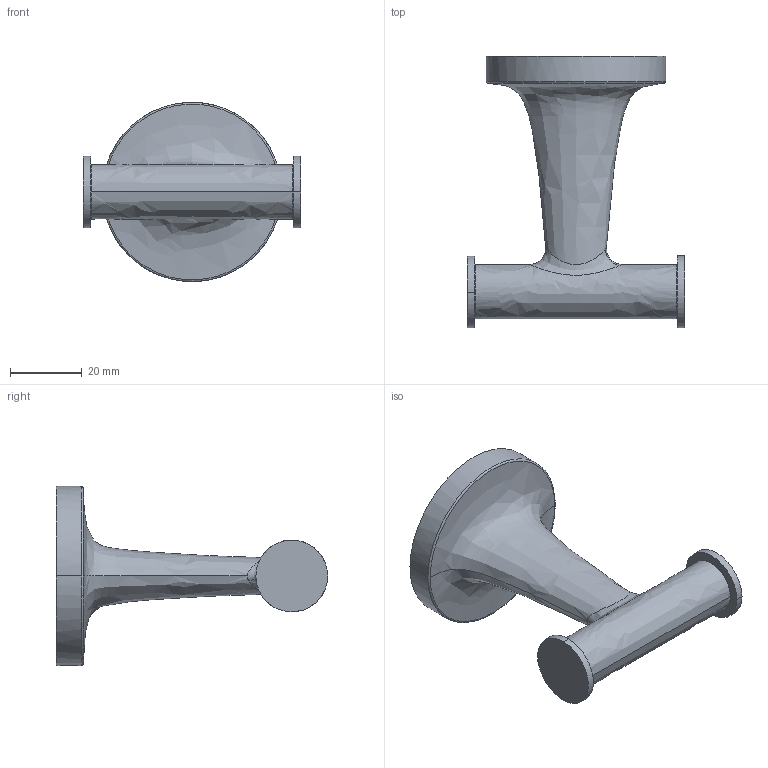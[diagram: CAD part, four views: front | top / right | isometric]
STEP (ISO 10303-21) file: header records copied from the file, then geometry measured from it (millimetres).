
FILE_DESCRIPTION(/* description */ (''),/* implementation_level */ '2;1');
FILE_NAME(/* name */ '009930',/* time_stamp */ '2019-02-13T10:11:46+01:00',/* author */ (''),/* organization */ (''),/* preprocessor_version */ 'ST-DEVELOPER v15',/* originating_system */ '',/* authorisation */ '');
FILE_SCHEMA (('AUTOMOTIVE_DESIGN'));
Length unit declared in the file: millimetre
Products named in the file (1): Document
Bounding box: 60.6 x 75.65 x 49.99 mm (x, y, z)
Surface area: 14601.7 mm2 (no closed solid volume)
Topology: 0 solids, 3 shells, 105 faces, 270 edges, 155 vertices
Faces by surface type: bspline 105
Entity records: 19170 total; most frequent: CARTESIAN_POINT 15984, B_SPLINE_CURVE_WITH_KNOTS 601, ORIENTED_EDGE 504, PCURVE 504, DEFINITIONAL_REPRESENTATION 504, SURFACE_CURVE 268, EDGE_CURVE 268, VERTEX_POINT 155
